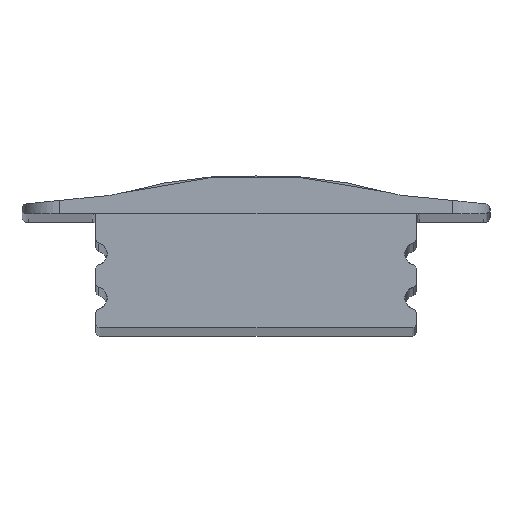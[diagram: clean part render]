
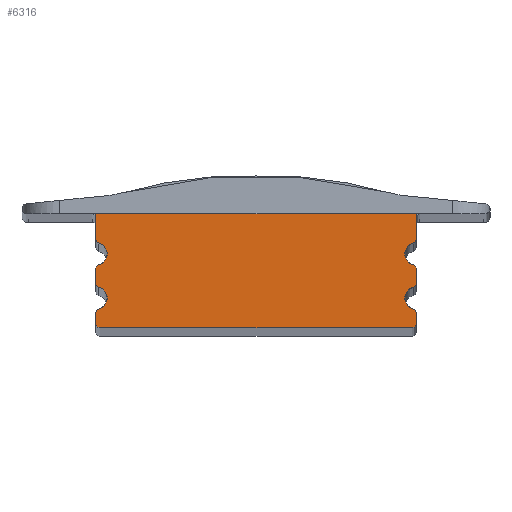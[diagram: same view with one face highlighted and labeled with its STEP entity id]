
A CAD part, top view. The second image highlights one B-rep face of the part: STEP entity #6316.
In plain terms, the highlighted planar face has unit normal (0, 0, 1).
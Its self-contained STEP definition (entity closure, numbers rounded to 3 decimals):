
#5001=DIRECTION('',(1.,0.,0.));
#5002=VECTOR('',#5001,16.972);
#5003=CARTESIAN_POINT('',(-8.486,6.029,126.85));
#5004=LINE('',#5003,#5002);
#5223=CARTESIAN_POINT('',(8.486,3.909,126.85));
#5224=DIRECTION('',(0.,0.,-1.));
#5225=DIRECTION('',(-0.25,-0.968,0.));
#5226=AXIS2_PLACEMENT_3D('',#5223,#5224,#5225);
#5246=DIRECTION('',(0.,1.,0.));
#5247=VECTOR('',#5246,1.344);
#5248=CARTESIAN_POINT('',(8.486,4.685,126.85));
#5249=LINE('',#5248,#5247);
#5253=CARTESIAN_POINT('',(8.286,4.685,126.85));
#5254=DIRECTION('',(0.,0.,1.));
#5255=DIRECTION('',(0.25,-0.968,0.));
#5256=AXIS2_PLACEMENT_3D('',#5253,#5254,#5255);
#5261=CARTESIAN_POINT('',(8.286,3.133,126.85));
#5262=DIRECTION('',(0.,0.,1.));
#5263=DIRECTION('',(1.,0.,0.));
#5264=AXIS2_PLACEMENT_3D('',#5261,#5262,#5263);
#5269=DIRECTION('',(0.,1.,0.));
#5270=VECTOR('',#5269,0.788);
#5271=CARTESIAN_POINT('',(8.486,2.345,126.85));
#5272=LINE('',#5271,#5270);
#5276=CARTESIAN_POINT('',(8.286,2.345,126.85));
#5277=DIRECTION('',(0.,0.,1.));
#5278=DIRECTION('',(0.25,-0.968,0.));
#5279=AXIS2_PLACEMENT_3D('',#5276,#5277,#5278);
#5284=CARTESIAN_POINT('',(8.286,0.794,126.85));
#5285=DIRECTION('',(0.,0.,1.));
#5286=DIRECTION('',(1.,0.,0.));
#5287=AXIS2_PLACEMENT_3D('',#5284,#5285,#5286);
#5292=DIRECTION('',(0.,1.,0.));
#5293=VECTOR('',#5292,0.594);
#5294=CARTESIAN_POINT('',(8.486,0.2,126.85));
#5295=LINE('',#5294,#5293);
#5299=CARTESIAN_POINT('',(8.286,0.2,126.85));
#5300=DIRECTION('',(0.,0.,1.));
#5301=DIRECTION('',(0.,-1.,0.));
#5302=AXIS2_PLACEMENT_3D('',#5299,#5300,#5301);
#5307=DIRECTION('',(1.,0.,0.));
#5308=VECTOR('',#5307,16.572);
#5309=CARTESIAN_POINT('',(-8.286,0.,126.85));
#5310=LINE('',#5309,#5308);
#5314=CARTESIAN_POINT('',(-8.286,0.2,126.85));
#5315=DIRECTION('',(0.,0.,1.));
#5316=DIRECTION('',(-1.,0.,0.));
#5317=AXIS2_PLACEMENT_3D('',#5314,#5315,#5316);
#5322=DIRECTION('',(0.,-1.,0.));
#5323=VECTOR('',#5322,0.594);
#5324=CARTESIAN_POINT('',(-8.486,0.794,126.85));
#5325=LINE('',#5324,#5323);
#5329=CARTESIAN_POINT('',(-8.286,0.794,126.85));
#5330=DIRECTION('',(0.,0.,1.));
#5331=DIRECTION('',(-0.25,0.968,0.));
#5332=AXIS2_PLACEMENT_3D('',#5329,#5330,#5331);
#5337=CARTESIAN_POINT('',(-8.486,1.569,126.85));
#5338=DIRECTION('',(0.,0.,-1.));
#5339=DIRECTION('',(0.25,0.968,0.));
#5340=AXIS2_PLACEMENT_3D('',#5337,#5338,#5339);
#5345=CARTESIAN_POINT('',(-8.286,2.345,126.85));
#5346=DIRECTION('',(0.,0.,1.));
#5347=DIRECTION('',(-1.,0.,0.));
#5348=AXIS2_PLACEMENT_3D('',#5345,#5346,#5347);
#5353=DIRECTION('',(0.,-1.,0.));
#5354=VECTOR('',#5353,0.788);
#5355=CARTESIAN_POINT('',(-8.486,3.133,126.85));
#5356=LINE('',#5355,#5354);
#5360=CARTESIAN_POINT('',(-8.286,3.133,126.85));
#5361=DIRECTION('',(0.,0.,1.));
#5362=DIRECTION('',(-0.25,0.968,0.));
#5363=AXIS2_PLACEMENT_3D('',#5360,#5361,#5362);
#5368=CARTESIAN_POINT('',(-8.486,3.909,126.85));
#5369=DIRECTION('',(0.,0.,-1.));
#5370=DIRECTION('',(0.25,0.968,0.));
#5371=AXIS2_PLACEMENT_3D('',#5368,#5369,#5370);
#5376=CARTESIAN_POINT('',(-8.286,4.685,126.85));
#5377=DIRECTION('',(0.,0.,1.));
#5378=DIRECTION('',(-1.,0.,0.));
#5379=AXIS2_PLACEMENT_3D('',#5376,#5377,#5378);
#5384=DIRECTION('',(0.,-1.,0.));
#5385=VECTOR('',#5384,1.344);
#5386=CARTESIAN_POINT('',(-8.486,6.029,126.85));
#5387=LINE('',#5386,#5385);
#5412=CARTESIAN_POINT('',(8.486,1.569,126.85));
#5413=DIRECTION('',(0.,0.,-1.));
#5414=DIRECTION('',(-0.25,-0.968,0.));
#5415=AXIS2_PLACEMENT_3D('',#5412,#5413,#5414);
#5822=CARTESIAN_POINT('',(-8.486,4.685,126.85));
#5823=CARTESIAN_POINT('',(-8.336,4.491,126.85));
#5824=VERTEX_POINT('',#5822);
#5825=VERTEX_POINT('',#5823);
#5826=CARTESIAN_POINT('',(-8.336,3.327,126.85));
#5827=VERTEX_POINT('',#5826);
#5828=CARTESIAN_POINT('',(-8.486,3.133,126.85));
#5829=VERTEX_POINT('',#5828);
#5830=CARTESIAN_POINT('',(-8.486,2.345,126.85));
#5831=VERTEX_POINT('',#5830);
#5832=CARTESIAN_POINT('',(-8.336,2.151,126.85));
#5833=VERTEX_POINT('',#5832);
#5834=CARTESIAN_POINT('',(-8.336,0.987,126.85));
#5835=VERTEX_POINT('',#5834);
#5836=CARTESIAN_POINT('',(-8.486,0.794,126.85));
#5837=VERTEX_POINT('',#5836);
#5838=CARTESIAN_POINT('',(-8.486,0.2,126.85));
#5839=VERTEX_POINT('',#5838);
#5840=CARTESIAN_POINT('',(-8.286,0.,126.85));
#5841=VERTEX_POINT('',#5840);
#5842=CARTESIAN_POINT('',(8.286,0.,126.85));
#5843=VERTEX_POINT('',#5842);
#5844=CARTESIAN_POINT('',(8.486,0.2,126.85));
#5845=VERTEX_POINT('',#5844);
#5846=CARTESIAN_POINT('',(8.486,0.794,126.85));
#5847=VERTEX_POINT('',#5846);
#5848=CARTESIAN_POINT('',(8.336,0.987,126.85));
#5849=VERTEX_POINT('',#5848);
#5850=CARTESIAN_POINT('',(8.336,2.151,126.85));
#5851=CARTESIAN_POINT('',(8.486,2.345,126.85));
#5852=VERTEX_POINT('',#5850);
#5853=VERTEX_POINT('',#5851);
#5854=CARTESIAN_POINT('',(8.486,3.133,126.85));
#5855=VERTEX_POINT('',#5854);
#5856=CARTESIAN_POINT('',(8.336,3.327,126.85));
#5857=VERTEX_POINT('',#5856);
#5858=CARTESIAN_POINT('',(8.336,4.491,126.85));
#5859=CARTESIAN_POINT('',(8.486,4.685,126.85));
#5860=VERTEX_POINT('',#5858);
#5861=VERTEX_POINT('',#5859);
#5862=CARTESIAN_POINT('',(-8.486,6.029,126.85));
#5863=CARTESIAN_POINT('',(8.486,6.029,126.85));
#5864=VERTEX_POINT('',#5862);
#5865=VERTEX_POINT('',#5863);
#6269=CARTESIAN_POINT('',(0.,0.,126.85));
#6270=DIRECTION('',(0.,0.,1.));
#6271=DIRECTION('',(1.,0.,0.));
#6272=AXIS2_PLACEMENT_3D('',#6269,#6270,#6271);
#6273=PLANE('',#6272);
#6274=ORIENTED_EDGE('',*,*,#6068,.T.);
#6275=ORIENTED_EDGE('',*,*,#6236,.F.);
#6276=ORIENTED_EDGE('',*,*,#6249,.F.);
#6277=ORIENTED_EDGE('',*,*,#6260,.F.);
#6279=ORIENTED_EDGE('',*,*,#6278,.F.);
#6281=ORIENTED_EDGE('',*,*,#6280,.F.);
#6283=ORIENTED_EDGE('',*,*,#6282,.F.);
#6285=ORIENTED_EDGE('',*,*,#6284,.F.);
#6287=ORIENTED_EDGE('',*,*,#6286,.F.);
#6289=ORIENTED_EDGE('',*,*,#6288,.F.);
#6291=ORIENTED_EDGE('',*,*,#6290,.F.);
#6293=ORIENTED_EDGE('',*,*,#6292,.F.);
#6295=ORIENTED_EDGE('',*,*,#6294,.F.);
#6297=ORIENTED_EDGE('',*,*,#6296,.F.);
#6299=ORIENTED_EDGE('',*,*,#6298,.F.);
#6301=ORIENTED_EDGE('',*,*,#6300,.F.);
#6303=ORIENTED_EDGE('',*,*,#6302,.F.);
#6305=ORIENTED_EDGE('',*,*,#6304,.F.);
#6307=ORIENTED_EDGE('',*,*,#6306,.F.);
#6309=ORIENTED_EDGE('',*,*,#6308,.F.);
#6311=ORIENTED_EDGE('',*,*,#6310,.F.);
#6313=ORIENTED_EDGE('',*,*,#6312,.F.);
#6314=EDGE_LOOP('',(#6274,#6275,#6276,#6277,#6279,#6281,#6283,#6285,#6287,#6289,
#6291,#6293,#6295,#6297,#6299,#6301,#6303,#6305,#6307,#6309,#6311,#6313));
#6315=FACE_OUTER_BOUND('',#6314,.F.);
#5227=CIRCLE('',#5226,0.601);
#5257=CIRCLE('',#5256,0.2);
#5265=CIRCLE('',#5264,0.2);
#5280=CIRCLE('',#5279,0.2);
#5288=CIRCLE('',#5287,0.2);
#5303=CIRCLE('',#5302,0.2);
#5318=CIRCLE('',#5317,0.2);
#5333=CIRCLE('',#5332,0.2);
#5341=CIRCLE('',#5340,0.601);
#5349=CIRCLE('',#5348,0.2);
#5364=CIRCLE('',#5363,0.2);
#5372=CIRCLE('',#5371,0.601);
#5380=CIRCLE('',#5379,0.2);
#5416=CIRCLE('',#5415,0.601);
#6068=EDGE_CURVE('',#5864,#5865,#5004,.T.);
#6236=EDGE_CURVE('',#5861,#5865,#5249,.T.);
#6249=EDGE_CURVE('',#5860,#5861,#5257,.T.);
#6260=EDGE_CURVE('',#5857,#5860,#5227,.T.);
#6278=EDGE_CURVE('',#5855,#5857,#5265,.T.);
#6280=EDGE_CURVE('',#5853,#5855,#5272,.T.);
#6282=EDGE_CURVE('',#5852,#5853,#5280,.T.);
#6284=EDGE_CURVE('',#5849,#5852,#5416,.T.);
#6286=EDGE_CURVE('',#5847,#5849,#5288,.T.);
#6288=EDGE_CURVE('',#5845,#5847,#5295,.T.);
#6290=EDGE_CURVE('',#5843,#5845,#5303,.T.);
#6292=EDGE_CURVE('',#5841,#5843,#5310,.T.);
#6294=EDGE_CURVE('',#5839,#5841,#5318,.T.);
#6296=EDGE_CURVE('',#5837,#5839,#5325,.T.);
#6298=EDGE_CURVE('',#5835,#5837,#5333,.T.);
#6300=EDGE_CURVE('',#5833,#5835,#5341,.T.);
#6302=EDGE_CURVE('',#5831,#5833,#5349,.T.);
#6304=EDGE_CURVE('',#5829,#5831,#5356,.T.);
#6306=EDGE_CURVE('',#5827,#5829,#5364,.T.);
#6308=EDGE_CURVE('',#5825,#5827,#5372,.T.);
#6310=EDGE_CURVE('',#5824,#5825,#5380,.T.);
#6312=EDGE_CURVE('',#5864,#5824,#5387,.T.);
#6316=ADVANCED_FACE('',(#6315),#6273,.T.);
